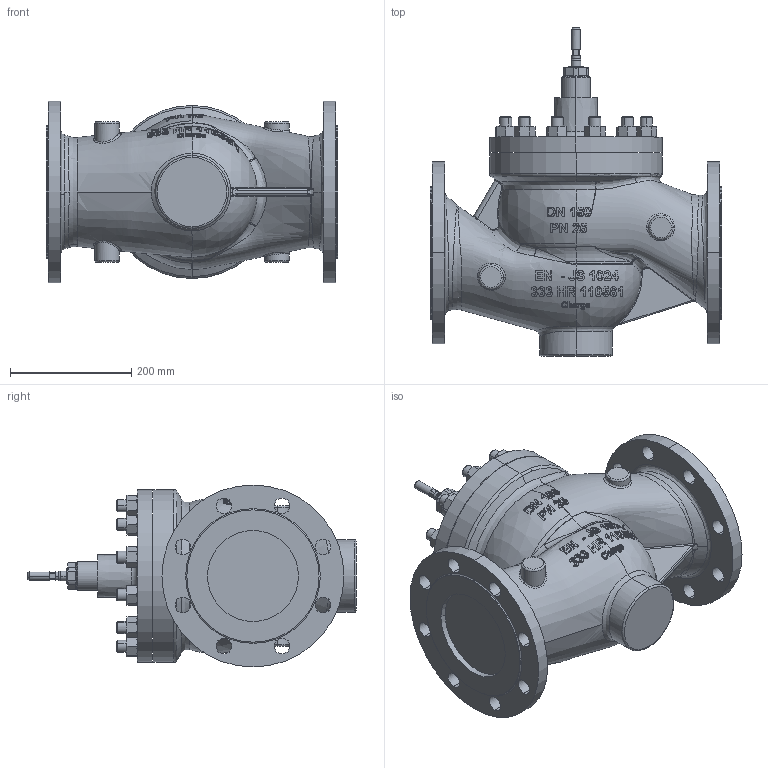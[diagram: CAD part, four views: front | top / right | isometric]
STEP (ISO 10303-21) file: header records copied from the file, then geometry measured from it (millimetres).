
FILE_DESCRIPTION (( 'STEP AP214' ), '1' );
FILE_NAME ('BR225 DN150 XXX PN25 for MC_STEP (Defeature).STEP', '2015-02-27T13:02:48', ( 'tdietz' ), ( '' ), 'SwSTEP 2.0', 'SolidWorks 2014', '' );
FILE_SCHEMA (( 'AUTOMOTIVE_DESIGN' ));
Length unit declared in the file: millimetre
Products named in the file (1): BR225 DN150 XXX PN25 for MC_STEP (Defeature)
Bounding box: 480 x 541 x 300 mm (x, y, z)
Volume: 23830486.5 mm3; surface area: 865796.4 mm2
Topology: 1 solids, 1 shells, 1119 faces, 2826 edges, 1791 vertices
Faces by surface type: bspline 366, plane 341, cone 189, cylinder 128, sphere 52, torus 43
Entity records: 291585 total; most frequent: CARTESIAN_POINT 263529, ORIENTED_EDGE 5644, DIRECTION 3901, EDGE_CURVE 2822, VERTEX_POINT 1791, AXIS2_PLACEMENT_3D 1587, EDGE_LOOP 1261, B_SPLINE_CURVE_WITH_KNOTS 1259
